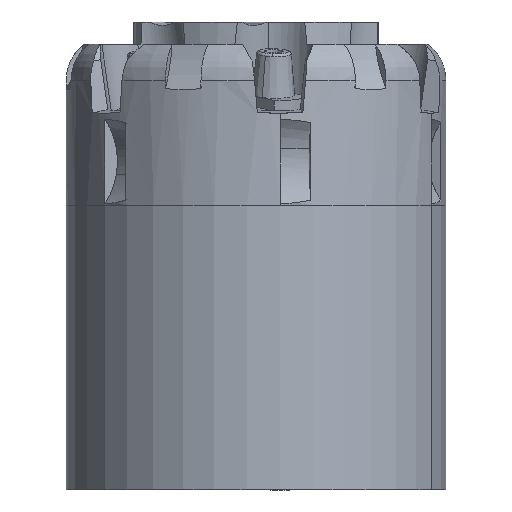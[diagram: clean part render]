
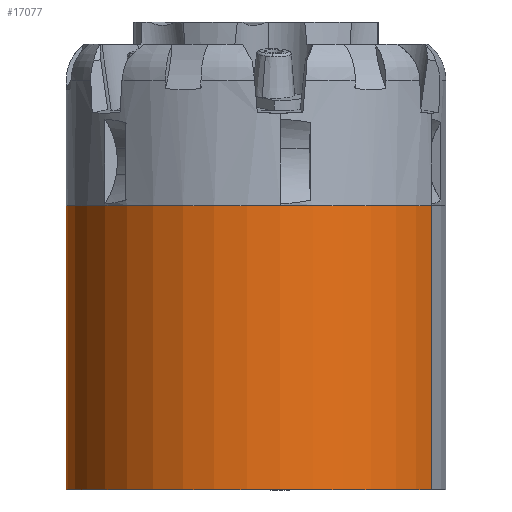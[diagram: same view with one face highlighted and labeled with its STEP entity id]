
A CAD part, left-side view. The second image highlights one B-rep face of the part: STEP entity #17077.
In plain terms, the highlighted cylindrical face has radius 20.7 mm (diameter 41.4 mm), a partial arc.
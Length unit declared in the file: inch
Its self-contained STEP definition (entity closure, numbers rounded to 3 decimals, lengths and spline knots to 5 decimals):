
#361 = ORIENTED_EDGE ( 'NONE', *, *, #3125, .F. ) ;
#396 = CARTESIAN_POINT ( 'NONE',  ( 0.71411, 2.02901, 1.58265 ) ) ;
#483 = DIRECTION ( 'NONE',  ( -0.385, -0.923, 0. ) ) ;
#1247 = VERTEX_POINT ( 'NONE', #1750 ) ;
#1750 = CARTESIAN_POINT ( 'NONE',  ( 0.71411, 2.02901, 0.57871 ) ) ;
#1832 = EDGE_CURVE ( 'NONE', #14112, #22926, #2960, .T. ) ;
#2570 = DIRECTION ( 'NONE',  ( 0., 0., 1. ) ) ;
#2845 = CARTESIAN_POINT ( 'NONE',  ( 0.71411, 2.02901, 1.79859 ) ) ;
#2918 = CARTESIAN_POINT ( 'NONE',  ( 0.40009, 1.27698, 1.58265 ) ) ;
#2960 = CIRCLE ( 'NONE', #4543, 0.81496 ) ;
#2996 = AXIS2_PLACEMENT_3D ( 'NONE', #23521, #11991, #483 ) ;
#3125 = EDGE_CURVE ( 'NONE', #1247, #14112, #11340, .T. ) ;
#4543 = AXIS2_PLACEMENT_3D ( 'NONE', #5751, #5669, #5564 ) ;
#5564 = DIRECTION ( 'NONE',  ( -1., 0., 0. ) ) ;
#5669 = DIRECTION ( 'NONE',  ( 0., 0., 1. ) ) ;
#5751 = CARTESIAN_POINT ( 'NONE',  ( 0.40009, 1.27698, 1.79859 ) ) ;
#5921 = VECTOR ( 'NONE', #2570, 39.37008 ) ;
#6289 = VECTOR ( 'NONE', #7952, 39.37008 ) ;
#7025 = CIRCLE ( 'NONE', #2996, 0.81496 ) ;
#7395 = VERTEX_POINT ( 'NONE', #10524 ) ;
#7777 = CYLINDRICAL_SURFACE ( 'NONE', #13696, 0.81496 ) ;
#7952 = DIRECTION ( 'NONE',  ( 0., 0., 1. ) ) ;
#8723 = CARTESIAN_POINT ( 'NONE',  ( 0.08607, 0.52495, 1.79859 ) ) ;
#10524 = CARTESIAN_POINT ( 'NONE',  ( 0.08607, 0.52495, 0.57871 ) ) ;
#11340 = LINE ( 'NONE', #396, #6289 ) ;
#11991 = DIRECTION ( 'NONE',  ( 0., 0., 1. ) ) ;
#13696 = AXIS2_PLACEMENT_3D ( 'NONE', #2918, #18206, #14402 ) ;
#13893 = ORIENTED_EDGE ( 'NONE', *, *, #1832, .F. ) ;
#14112 = VERTEX_POINT ( 'NONE', #2845 ) ;
#14402 = DIRECTION ( 'NONE',  ( -0.385, -0.923, 0. ) ) ;
#16127 = LINE ( 'NONE', #21744, #5921 ) ;
#16977 = ORIENTED_EDGE ( 'NONE', *, *, #19037, .T. ) ;
#17077 = ADVANCED_FACE ( 'NONE', ( #23742 ), #7777, .T. ) ;
#18206 = DIRECTION ( 'NONE',  ( 0., 0., 1. ) ) ;
#19037 = EDGE_CURVE ( 'NONE', #7395, #22926, #16127, .T. ) ;
#19418 = ORIENTED_EDGE ( 'NONE', *, *, #22177, .T. ) ;
#21744 = CARTESIAN_POINT ( 'NONE',  ( 0.08607, 0.52495, 1.58265 ) ) ;
#22177 = EDGE_CURVE ( 'NONE', #1247, #7395, #7025, .T. ) ;
#22926 = VERTEX_POINT ( 'NONE', #8723 ) ;
#23214 = EDGE_LOOP ( 'NONE', ( #361, #19418, #16977, #13893 ) ) ;
#23521 = CARTESIAN_POINT ( 'NONE',  ( 0.40009, 1.27698, 0.57871 ) ) ;
#23742 = FACE_OUTER_BOUND ( 'NONE', #23214, .T. ) ;
